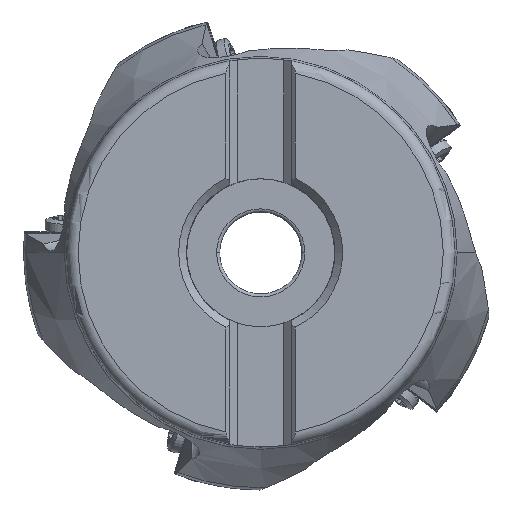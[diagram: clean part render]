
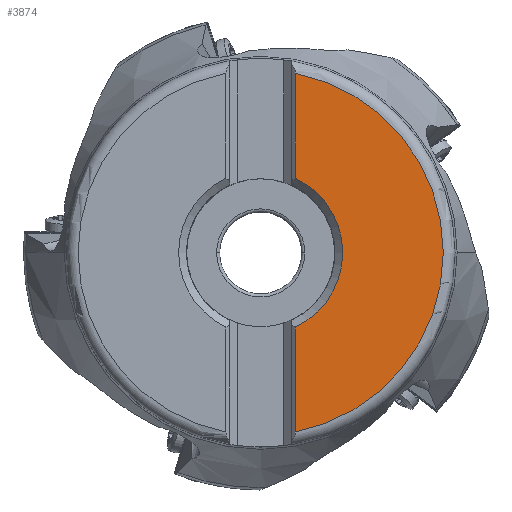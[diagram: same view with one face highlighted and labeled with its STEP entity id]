
A CAD part, top view. The second image highlights one B-rep face of the part: STEP entity #3874.
In plain terms, the highlighted planar face has unit normal (0, 0, 1).
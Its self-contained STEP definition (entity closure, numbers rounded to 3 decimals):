
#1425=LINE('',#24240,#2314);
#1426=LINE('',#24241,#2315);
#2314=VECTOR('',#17358,1.);
#2315=VECTOR('',#17359,1.);
#3161=FACE_OUTER_BOUND('',#5047,.T.);
#3874=ADVANCED_FACE('',(#3161),#4535,.T.);
#4535=PLANE('',#15112);
#5047=EDGE_LOOP('',(#6991,#6992,#6993,#6994,#6995,#6996));
#6991=ORIENTED_EDGE('',*,*,#12117,.F.);
#6992=ORIENTED_EDGE('',*,*,#12116,.F.);
#6993=ORIENTED_EDGE('',*,*,#12118,.F.);
#6994=ORIENTED_EDGE('',*,*,#12076,.F.);
#6995=ORIENTED_EDGE('',*,*,#12075,.F.);
#6996=ORIENTED_EDGE('',*,*,#12119,.F.);
#10448=VERTEX_POINT('',#24088);
#10449=VERTEX_POINT('',#24090);
#10450=VERTEX_POINT('',#24092);
#10477=VERTEX_POINT('',#24228);
#10478=VERTEX_POINT('',#24235);
#10479=VERTEX_POINT('',#24237);
#12075=EDGE_CURVE('',#10448,#10449,#13638,.T.);
#12076=EDGE_CURVE('',#10449,#10450,#13639,.T.);
#12116=EDGE_CURVE('',#10478,#10479,#13652,.T.);
#12117=EDGE_CURVE('',#10479,#10477,#13653,.T.);
#12118=EDGE_CURVE('',#10450,#10478,#1425,.T.);
#12119=EDGE_CURVE('',#10477,#10448,#1426,.T.);
#13638=CIRCLE('',#15083,23.5);
#13639=CIRCLE('',#15084,23.5);
#13652=CIRCLE('',#15109,10.56);
#13653=CIRCLE('',#15110,10.56);
#15083=AXIS2_PLACEMENT_3D('',#24089,#17284,#17285);
#15084=AXIS2_PLACEMENT_3D('',#24091,#17286,#17287);
#15109=AXIS2_PLACEMENT_3D('',#24236,#17352,#17353);
#15110=AXIS2_PLACEMENT_3D('',#24238,#17354,#17355);
#15112=AXIS2_PLACEMENT_3D('',#24242,#17360,#17361);
#17284=DIRECTION('',(0.,0.,-1.));
#17285=DIRECTION('',(0.19,0.982,0.));
#17286=DIRECTION('',(0.,0.,-1.));
#17287=DIRECTION('',(1.,0.,0.));
#17352=DIRECTION('',(0.,0.,1.));
#17353=DIRECTION('',(0.423,-0.906,0.));
#17354=DIRECTION('',(0.,0.,1.));
#17355=DIRECTION('',(1.,0.,0.));
#17358=DIRECTION('',(0.,1.,0.));
#17359=DIRECTION('',(0.,1.,0.));
#17360=DIRECTION('',(0.,0.,1.));
#17361=DIRECTION('',(1.,0.,0.));
#24088=CARTESIAN_POINT('',(4.47,23.071,0.));
#24089=CARTESIAN_POINT('',(0.,0.,0.));
#24090=CARTESIAN_POINT('',(23.5,0.,0.));
#24091=CARTESIAN_POINT('',(0.,0.,0.));
#24092=CARTESIAN_POINT('',(4.47,-23.071,0.));
#24228=CARTESIAN_POINT('',(4.47,9.567,0.));
#24235=CARTESIAN_POINT('',(4.47,-9.567,0.));
#24236=CARTESIAN_POINT('',(0.,0.,0.));
#24237=CARTESIAN_POINT('',(10.56,0.,0.));
#24238=CARTESIAN_POINT('',(0.,0.,0.));
#24240=CARTESIAN_POINT('',(4.47,-23.071,0.));
#24241=CARTESIAN_POINT('',(4.47,9.567,0.));
#24242=CARTESIAN_POINT('',(13.985,0.,0.));
